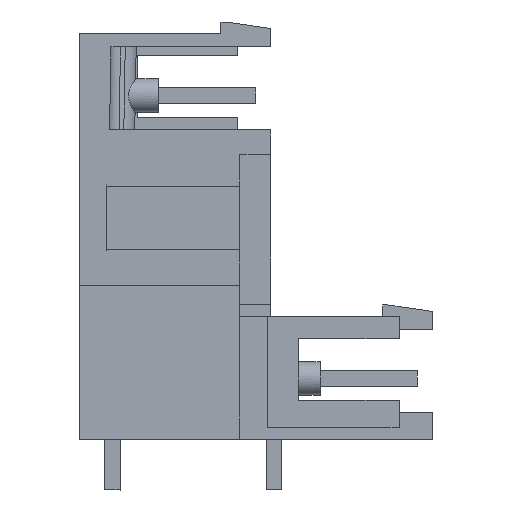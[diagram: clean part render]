
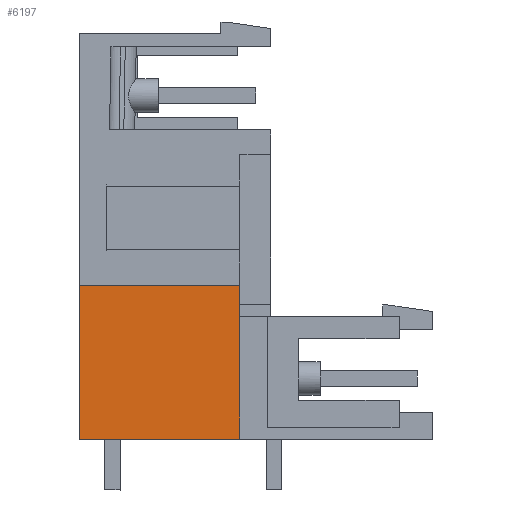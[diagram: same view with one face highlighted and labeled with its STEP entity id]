
A CAD part, left-side view. The second image highlights one B-rep face of the part: STEP entity #6197.
In plain terms, the highlighted planar face has unit normal (-1, 0, 0).
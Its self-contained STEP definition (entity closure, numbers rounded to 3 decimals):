
#6177=AXIS2_PLACEMENT_3D('Plane Axis2P3D',#6174,#6175,#6176) ;
#2715=CARTESIAN_POINT('Vertex',(1.54,12.1,3.2)) ;
#2718=CARTESIAN_POINT('Line Origine',(1.54,17.13,3.2)) ;
#2722=CARTESIAN_POINT('Vertex',(1.54,22.16,3.2)) ;
#6153=CARTESIAN_POINT('Line Origine',(1.54,22.16,8.025)) ;
#6157=CARTESIAN_POINT('Vertex',(1.54,22.16,12.85)) ;
#6174=CARTESIAN_POINT('Axis2P3D Location',(1.54,12.1,3.2)) ;
#6179=CARTESIAN_POINT('Line Origine',(1.54,12.1,8.025)) ;
#6183=CARTESIAN_POINT('Vertex',(1.54,12.1,12.85)) ;
#6186=CARTESIAN_POINT('Line Origine',(1.54,17.13,12.85)) ;
#2719=DIRECTION('Vector Direction',(0.,1.,0.)) ;
#6154=DIRECTION('Vector Direction',(0.,0.,1.)) ;
#6175=DIRECTION('Axis2P3D Direction',(-1.,0.,0.)) ;
#6176=DIRECTION('Axis2P3D XDirection',(0.,0.,1.)) ;
#6180=DIRECTION('Vector Direction',(0.,0.,1.)) ;
#6187=DIRECTION('Vector Direction',(0.,1.,0.)) ;
#2720=VECTOR('Line Direction',#2719,1.) ;
#6155=VECTOR('Line Direction',#6154,1.) ;
#6181=VECTOR('Line Direction',#6180,1.) ;
#6188=VECTOR('Line Direction',#6187,1.) ;
#6192=ORIENTED_EDGE('',*,*,#2724,.F.) ;
#6193=ORIENTED_EDGE('',*,*,#6185,.T.) ;
#6194=ORIENTED_EDGE('',*,*,#6190,.T.) ;
#6195=ORIENTED_EDGE('',*,*,#6159,.F.) ;
#6197=ADVANCED_FACE('HOUSING',(#6196),#6178,.T.) ;
#2724=EDGE_CURVE('',#2716,#2723,#2721,.T.) ;
#6159=EDGE_CURVE('',#2723,#6158,#6156,.T.) ;
#6185=EDGE_CURVE('',#2716,#6184,#6182,.T.) ;
#6190=EDGE_CURVE('',#6184,#6158,#6189,.T.) ;
#6191=EDGE_LOOP('',(#6192,#6193,#6194,#6195)) ;
#6196=FACE_OUTER_BOUND('',#6191,.T.) ;
#2721=LINE('Line',#2718,#2720) ;
#6156=LINE('Line',#6153,#6155) ;
#6182=LINE('Line',#6179,#6181) ;
#6189=LINE('Line',#6186,#6188) ;
#6178=PLANE('',#6177) ;
#2716=VERTEX_POINT('',#2715) ;
#2723=VERTEX_POINT('',#2722) ;
#6158=VERTEX_POINT('',#6157) ;
#6184=VERTEX_POINT('',#6183) ;
